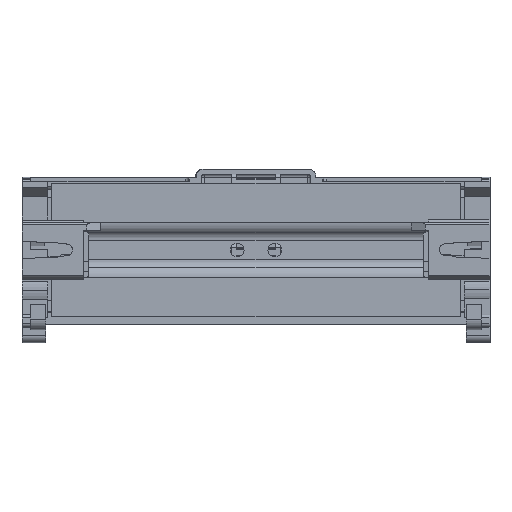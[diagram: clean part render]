
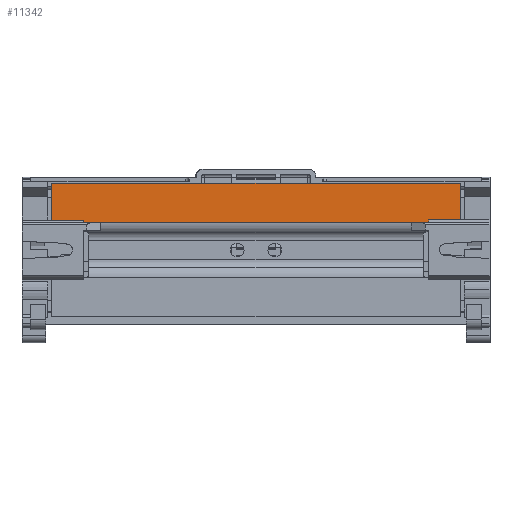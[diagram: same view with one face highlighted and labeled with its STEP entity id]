
A CAD part, top view. The second image highlights one B-rep face of the part: STEP entity #11342.
In plain terms, the highlighted face is planar.
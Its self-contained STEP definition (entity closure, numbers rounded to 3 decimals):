
#8 = ORIENTED_EDGE ( 'NONE', *, *, #8945, .T. ) ;
#61 = VERTEX_POINT ( 'NONE', #7912 ) ;
#813 = AXIS2_PLACEMENT_3D ( 'NONE', #33665, #1773, #12898 ) ;
#1621 = DIRECTION ( 'NONE',  ( 0., -1., 0. ) ) ;
#1773 = DIRECTION ( 'NONE',  ( 0., 0., -1. ) ) ;
#1864 = CARTESIAN_POINT ( 'NONE',  ( -8.65, 0., -2.4 ) ) ;
#2820 = VERTEX_POINT ( 'NONE', #21125 ) ;
#3540 = VECTOR ( 'NONE', #25443, 1000. ) ;
#4309 = VECTOR ( 'NONE', #1621, 1000. ) ;
#4827 = VERTEX_POINT ( 'NONE', #16460 ) ;
#5463 = CARTESIAN_POINT ( 'NONE',  ( -19., 0., -2.4 ) ) ;
#6248 = VERTEX_POINT ( 'NONE', #12751 ) ;
#6557 = DIRECTION ( 'NONE',  ( 1., 0., 0. ) ) ;
#6783 = AXIS2_PLACEMENT_3D ( 'NONE', #30581, #9303, #23075 ) ;
#7097 = ORIENTED_EDGE ( 'NONE', *, *, #21949, .T. ) ;
#7192 = CARTESIAN_POINT ( 'NONE',  ( -8.177, 119.9, -2.4 ) ) ;
#7239 = CARTESIAN_POINT ( 'NONE',  ( -19.5, 0.5, -2.4 ) ) ;
#7912 = CARTESIAN_POINT ( 'NONE',  ( -8.177, 0.339, -2.4 ) ) ;
#8105 = DIRECTION ( 'NONE',  ( 1., 0., 0. ) ) ;
#8234 = CARTESIAN_POINT ( 'NONE',  ( -19., 119.4, -2.4 ) ) ;
#8731 = CARTESIAN_POINT ( 'NONE',  ( -5.75, 0., -2.4 ) ) ;
#8821 = AXIS2_PLACEMENT_3D ( 'NONE', #8234, #18873, #29500 ) ;
#8945 = EDGE_CURVE ( 'NONE', #14286, #32878, #27722, .T. ) ;
#9056 = AXIS2_PLACEMENT_3D ( 'NONE', #10720, #15786, #8105 ) ;
#9303 = DIRECTION ( 'NONE',  ( 0., 0., 1. ) ) ;
#9783 = EDGE_LOOP ( 'NONE', ( #8, #32058, #12160, #27692, #20521, #20397, #9949, #7097 ) ) ;
#9949 = ORIENTED_EDGE ( 'NONE', *, *, #29522, .T. ) ;
#9958 = CARTESIAN_POINT ( 'NONE',  ( -8.177, 119.561, -2.4 ) ) ;
#10720 = CARTESIAN_POINT ( 'NONE',  ( -8.65, 119.4, -2.4 ) ) ;
#11085 = VECTOR ( 'NONE', #30525, 1000. ) ;
#11342 = ADVANCED_FACE ( 'NONE', ( #25184 ), #22721, .F. ) ;
#12160 = ORIENTED_EDGE ( 'NONE', *, *, #23430, .F. ) ;
#12528 = CARTESIAN_POINT ( 'NONE',  ( -19.5, 119.9, -2.4 ) ) ;
#12751 = CARTESIAN_POINT ( 'NONE',  ( -8.65, 119.9, -2.4 ) ) ;
#12898 = DIRECTION ( 'NONE',  ( 1., 0., 0. ) ) ;
#14286 = VERTEX_POINT ( 'NONE', #1864 ) ;
#15301 = CIRCLE ( 'NONE', #813, 0.5 ) ;
#15422 = AXIS2_PLACEMENT_3D ( 'NONE', #23107, #17883, #6557 ) ;
#15786 = DIRECTION ( 'NONE',  ( 0., 0., -1. ) ) ;
#16460 = CARTESIAN_POINT ( 'NONE',  ( -19.5, 119.4, -2.4 ) ) ;
#17883 = DIRECTION ( 'NONE',  ( 0., 0., -1. ) ) ;
#18873 = DIRECTION ( 'NONE',  ( 0., 0., -1. ) ) ;
#20090 = VERTEX_POINT ( 'NONE', #7239 ) ;
#20184 = EDGE_CURVE ( 'NONE', #6248, #33403, #26323, .T. ) ;
#20397 = ORIENTED_EDGE ( 'NONE', *, *, #20184, .T. ) ;
#20521 = ORIENTED_EDGE ( 'NONE', *, *, #29386, .F. ) ;
#21125 = CARTESIAN_POINT ( 'NONE',  ( -19., 119.9, -2.4 ) ) ;
#21852 = CARTESIAN_POINT ( 'NONE',  ( -5.75, 119.9, -2.4 ) ) ;
#21949 = EDGE_CURVE ( 'NONE', #61, #14286, #15301, .T. ) ;
#22721 = PLANE ( 'NONE',  #6783 ) ;
#23075 = DIRECTION ( 'NONE',  ( 1., 0., 0. ) ) ;
#23107 = CARTESIAN_POINT ( 'NONE',  ( -19., 0.5, -2.4 ) ) ;
#23430 = EDGE_CURVE ( 'NONE', #4827, #20090, #23518, .T. ) ;
#23518 = LINE ( 'NONE', #12528, #3540 ) ;
#25184 = FACE_OUTER_BOUND ( 'NONE', #9783, .T. ) ;
#25443 = DIRECTION ( 'NONE',  ( 0., -1., 0. ) ) ;
#26323 = CIRCLE ( 'NONE', #9056, 0.5 ) ;
#26861 = EDGE_CURVE ( 'NONE', #32878, #20090, #34349, .T. ) ;
#27080 = LINE ( 'NONE', #21852, #28795 ) ;
#27692 = ORIENTED_EDGE ( 'NONE', *, *, #30886, .T. ) ;
#27722 = LINE ( 'NONE', #8731, #11085 ) ;
#27754 = CIRCLE ( 'NONE', #8821, 0.5 ) ;
#28795 = VECTOR ( 'NONE', #32490, 1000. ) ;
#29386 = EDGE_CURVE ( 'NONE', #6248, #2820, #27080, .T. ) ;
#29500 = DIRECTION ( 'NONE',  ( 1., 0., 0. ) ) ;
#29522 = EDGE_CURVE ( 'NONE', #33403, #61, #31598, .T. ) ;
#30525 = DIRECTION ( 'NONE',  ( -1., 0., 0. ) ) ;
#30581 = CARTESIAN_POINT ( 'NONE',  ( -5.75, 119.9, -2.4 ) ) ;
#30886 = EDGE_CURVE ( 'NONE', #4827, #2820, #27754, .T. ) ;
#31598 = LINE ( 'NONE', #7192, #4309 ) ;
#32058 = ORIENTED_EDGE ( 'NONE', *, *, #26861, .T. ) ;
#32490 = DIRECTION ( 'NONE',  ( -1., 0., 0. ) ) ;
#32878 = VERTEX_POINT ( 'NONE', #5463 ) ;
#33403 = VERTEX_POINT ( 'NONE', #9958 ) ;
#33665 = CARTESIAN_POINT ( 'NONE',  ( -8.65, 0.5, -2.4 ) ) ;
#34349 = CIRCLE ( 'NONE', #15422, 0.5 ) ;
